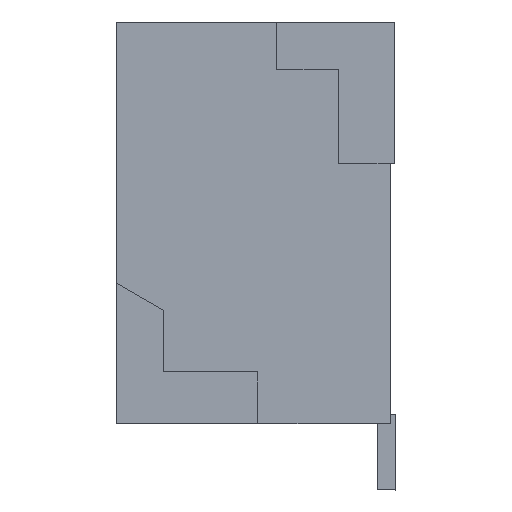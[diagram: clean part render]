
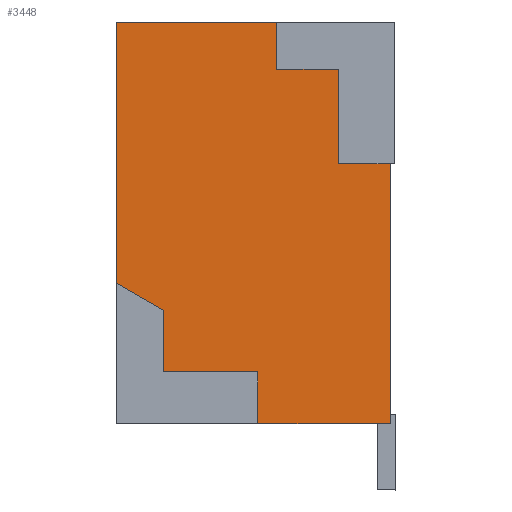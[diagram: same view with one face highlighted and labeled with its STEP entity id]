
A CAD part, left-side view. The second image highlights one B-rep face of the part: STEP entity #3448.
In plain terms, the highlighted planar face has unit normal (-1, 0, 0).
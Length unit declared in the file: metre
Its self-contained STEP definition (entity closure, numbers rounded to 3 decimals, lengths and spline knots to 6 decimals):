
#529=ORIENTED_EDGE('',*,*,#1152,.T.);
#530=ORIENTED_EDGE('',*,*,#1292,.T.);
#531=ORIENTED_EDGE('',*,*,#1307,.T.);
#532=ORIENTED_EDGE('',*,*,#1244,.T.);
#533=ORIENTED_EDGE('',*,*,#1157,.T.);
#534=ORIENTED_EDGE('',*,*,#1276,.T.);
#535=ORIENTED_EDGE('',*,*,#1308,.T.);
#536=ORIENTED_EDGE('',*,*,#1309,.F.);
#537=ORIENTED_EDGE('',*,*,#1310,.F.);
#538=ORIENTED_EDGE('',*,*,#1299,.T.);
#539=ORIENTED_EDGE('',*,*,#1149,.T.);
#540=ORIENTED_EDGE('',*,*,#1145,.T.);
#1145=EDGE_CURVE('',#1605,#1606,#1951,.T.);
#1149=EDGE_CURVE('',#1609,#1605,#1955,.T.);
#1152=EDGE_CURVE('',#1606,#1611,#1958,.T.);
#1157=EDGE_CURVE('',#1616,#1615,#1963,.T.);
#1244=EDGE_CURVE('',#1666,#1616,#2050,.T.);
#1276=EDGE_CURVE('',#1615,#1690,#2082,.T.);
#1292=EDGE_CURVE('',#1611,#1693,#2098,.T.);
#1299=EDGE_CURVE('',#1697,#1609,#2105,.T.);
#1307=EDGE_CURVE('',#1693,#1666,#2113,.T.);
#1308=EDGE_CURVE('',#1690,#1703,#2114,.T.);
#1309=EDGE_CURVE('',#1704,#1703,#2115,.T.);
#1310=EDGE_CURVE('',#1697,#1704,#2116,.T.);
#1605=VERTEX_POINT('',#5089);
#1606=VERTEX_POINT('',#5090);
#1609=VERTEX_POINT('',#5098);
#1611=VERTEX_POINT('',#5104);
#1615=VERTEX_POINT('',#5113);
#1616=VERTEX_POINT('',#5115);
#1666=VERTEX_POINT('',#5289);
#1690=VERTEX_POINT('',#5353);
#1693=VERTEX_POINT('',#5374);
#1697=VERTEX_POINT('',#5388);
#1703=VERTEX_POINT('',#5406);
#1704=VERTEX_POINT('',#5408);
#1951=LINE('',#5088,#2435);
#1955=LINE('',#5097,#2439);
#1958=LINE('',#5103,#2442);
#1963=LINE('',#5114,#2447);
#2050=LINE('',#5288,#2534);
#2082=LINE('',#5354,#2566);
#2098=LINE('',#5375,#2582);
#2105=LINE('',#5387,#2589);
#2113=LINE('',#5404,#2597);
#2114=LINE('',#5405,#2598);
#2115=LINE('',#5407,#2599);
#2116=LINE('',#5409,#2600);
#2435=VECTOR('',#4190,1.);
#2439=VECTOR('',#4196,1.);
#2442=VECTOR('',#4201,1.);
#2447=VECTOR('',#4208,1.);
#2534=VECTOR('',#4369,1.);
#2566=VECTOR('',#4419,1.);
#2582=VECTOR('',#4439,1.);
#2589=VECTOR('',#4450,1.);
#2597=VECTOR('',#4464,1.);
#2598=VECTOR('',#4465,1.);
#2599=VECTOR('',#4466,1.);
#2600=VECTOR('',#4467,1.);
#2891=EDGE_LOOP('',(#529,#530,#531,#532,#533,#534,#535,#536,#537,#538,#539,
#540));
#3081=FACE_BOUND('',#2891,.T.);
#3271=PLANE('',#3909);
#3448=ADVANCED_FACE('',(#3081),#3271,.F.);
#3909=AXIS2_PLACEMENT_3D('',#5403,#4462,#4463);
#4190=DIRECTION('',(0.,-1.,0.));
#4196=DIRECTION('',(0.,0.,-1.));
#4201=DIRECTION('',(0.,0.,-1.));
#4208=DIRECTION('',(0.,0.,1.));
#4369=DIRECTION('',(0.,1.,0.));
#4419=DIRECTION('',(0.,1.,0.));
#4439=DIRECTION('',(0.,-1.,0.));
#4450=DIRECTION('',(0.,-0.866,-0.5));
#4462=DIRECTION('',(1.,0.,0.));
#4463=DIRECTION('',(0.,0.,-1.));
#4464=DIRECTION('',(0.,0.,1.));
#4465=DIRECTION('',(0.,0.,1.));
#4466=DIRECTION('',(0.,-1.,0.));
#4467=DIRECTION('',(0.,0.,1.));
#5088=CARTESIAN_POINT('',(-0.007,0.003255,0.000195));
#5089=CARTESIAN_POINT('',(-0.007,0.002755,0.000195));
#5090=CARTESIAN_POINT('',(-0.007,0.001755,0.000195));
#5097=CARTESIAN_POINT('',(-0.007,0.002755,-0.000355));
#5098=CARTESIAN_POINT('',(-0.007,0.002755,0.000845));
#5103=CARTESIAN_POINT('',(-0.007,0.001755,-0.000355));
#5104=CARTESIAN_POINT('',(-0.007,0.001755,-0.000355));
#5113=CARTESIAN_POINT('',(-0.007,0.000905,0.003395));
#5114=CARTESIAN_POINT('',(-0.007,0.000905,-0.000355));
#5115=CARTESIAN_POINT('',(-0.007,0.000905,0.002395));
#5288=CARTESIAN_POINT('',(-0.007,0.003255,0.002395));
#5289=CARTESIAN_POINT('',(-0.007,0.000355,0.002395));
#5353=CARTESIAN_POINT('',(-0.007,0.001555,0.003395));
#5354=CARTESIAN_POINT('',(-0.007,0.001555,0.003395));
#5374=CARTESIAN_POINT('',(-0.007,0.000355,-0.000355));
#5375=CARTESIAN_POINT('',(-0.007,0.003255,-0.000355));
#5387=CARTESIAN_POINT('',(-0.007,0.00261,0.000762));
#5388=CARTESIAN_POINT('',(-0.007,0.003255,0.001134));
#5403=CARTESIAN_POINT('',(-0.007,0.003255,-0.000355));
#5404=CARTESIAN_POINT('',(-0.007,0.000355,-0.000355));
#5405=CARTESIAN_POINT('',(-0.007,0.001555,0.003895));
#5406=CARTESIAN_POINT('',(-0.007,0.001555,0.003895));
#5407=CARTESIAN_POINT('',(-0.007,0.003255,0.003895));
#5408=CARTESIAN_POINT('',(-0.007,0.003255,0.003895));
#5409=CARTESIAN_POINT('',(-0.007,0.003255,-0.000355));
